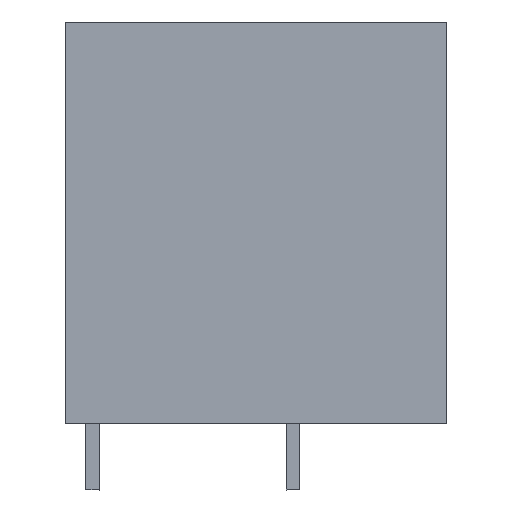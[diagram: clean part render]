
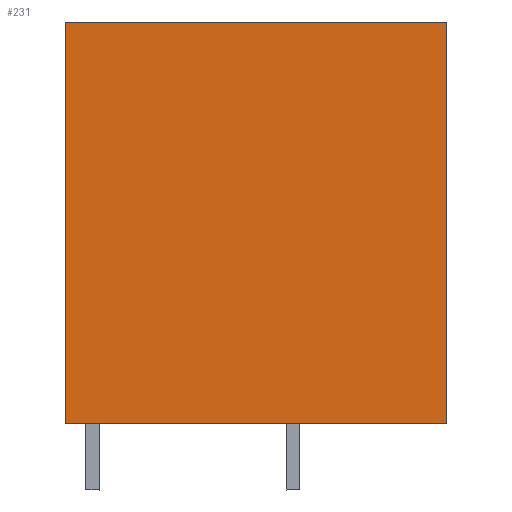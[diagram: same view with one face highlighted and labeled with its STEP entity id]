
A CAD part, left-side view. The second image highlights one B-rep face of the part: STEP entity #231.
In plain terms, the highlighted planar face has unit normal (-1, 0, 0).
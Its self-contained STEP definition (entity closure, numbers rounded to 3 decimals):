
#211=AXIS2_PLACEMENT_3D('Plane Axis2P3D',#208,#209,#210) ;
#49=CARTESIAN_POINT('Vertex',(0.,28.55,35.)) ;
#52=CARTESIAN_POINT('Line Origine',(0.,14.275,35.)) ;
#56=CARTESIAN_POINT('Vertex',(0.,0.,35.)) ;
#192=CARTESIAN_POINT('Vertex',(0.,28.55,5.)) ;
#195=CARTESIAN_POINT('Line Origine',(0.,28.55,20.)) ;
#208=CARTESIAN_POINT('Axis2P3D Location',(0.,28.55,35.)) ;
#213=CARTESIAN_POINT('Line Origine',(0.,14.275,5.)) ;
#217=CARTESIAN_POINT('Vertex',(0.,0.,5.)) ;
#220=CARTESIAN_POINT('Line Origine',(0.,0.,20.)) ;
#53=DIRECTION('Vector Direction',(0.,-1.,0.)) ;
#196=DIRECTION('Vector Direction',(0.,0.,-1.)) ;
#209=DIRECTION('Axis2P3D Direction',(-1.,0.,0.)) ;
#210=DIRECTION('Axis2P3D XDirection',(0.,0.,-1.)) ;
#214=DIRECTION('Vector Direction',(0.,-1.,0.)) ;
#221=DIRECTION('Vector Direction',(0.,0.,-1.)) ;
#54=VECTOR('Line Direction',#53,1.) ;
#197=VECTOR('Line Direction',#196,1.) ;
#215=VECTOR('Line Direction',#214,1.) ;
#222=VECTOR('Line Direction',#221,1.) ;
#226=ORIENTED_EDGE('',*,*,#58,.F.) ;
#227=ORIENTED_EDGE('',*,*,#199,.F.) ;
#228=ORIENTED_EDGE('',*,*,#219,.T.) ;
#229=ORIENTED_EDGE('',*,*,#224,.F.) ;
#231=ADVANCED_FACE('HOUSING',(#230),#212,.T.) ;
#58=EDGE_CURVE('',#50,#57,#55,.T.) ;
#199=EDGE_CURVE('',#193,#50,#198,.F.) ;
#219=EDGE_CURVE('',#193,#218,#216,.T.) ;
#224=EDGE_CURVE('',#57,#218,#223,.T.) ;
#225=EDGE_LOOP('',(#226,#227,#228,#229)) ;
#230=FACE_OUTER_BOUND('',#225,.T.) ;
#55=LINE('Line',#52,#54) ;
#198=LINE('Line',#195,#197) ;
#216=LINE('Line',#213,#215) ;
#223=LINE('Line',#220,#222) ;
#212=PLANE('',#211) ;
#50=VERTEX_POINT('',#49) ;
#57=VERTEX_POINT('',#56) ;
#193=VERTEX_POINT('',#192) ;
#218=VERTEX_POINT('',#217) ;
